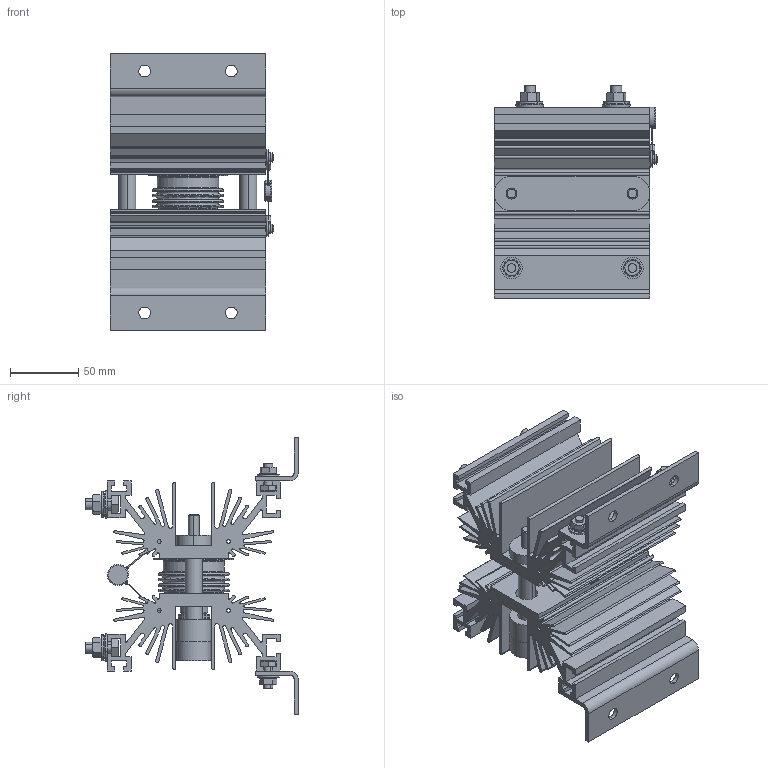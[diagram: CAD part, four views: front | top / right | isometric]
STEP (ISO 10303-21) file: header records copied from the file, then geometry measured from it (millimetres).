
FILE_DESCRIPTION (( 'STEP AP203' ), '1' );
FILE_NAME ('BBS-800S_REV02.STEP', '2024-05-14T14:33:10', ( '' ), ( '' ), 'SwSTEP 2.0', 'SolidWorks 2022', '' );
FILE_SCHEMA (( 'CONFIG_CONTROL_DESIGN' ));
Length unit declared in the file: inch
Products named in the file (27): 963011S; WASHER 5-16 STAINLESS STEEL^300609; BBS-800S_REV02; Copy of C089 TOP BAR^C089 COMPLETE TOP BAR_300609; Copy of C089 BELLVILLE SOS^C089 COMPLETE TOP BAR_300609; CONICAL WASHER 5-16 STAINLESS STEEL^300609_91235A115; CHEH00496^300609; SD1500C16L^300609; Copy of C089 SPINNING WASHER^C089 COMPLETE TOP BAR_300609; M8 FLAT WASHER^300609; Copy of C089 NEW PLUNGER SOS^C089 COMPLETE TOP BAR_300609; IB8-70S^300609; 922058; 89 BOTTOM BAR^300609; SCREW 5-16 X .750 STAINLESS STEEL^300609; Copy of ring_term_mov_awg-x_6^209031; 300609; 964056S; Copy of MOV-209031^209031; 962172S; NUT 5-16 STAINLESS STEEL^300609; BS EN 24017  - Metric M8 x 90^300609; Copy of Hex Bolt - Inch 1_4-20 UNC - 1^C089 COMPLETE TOP BAR_300609; C089 COMPLETE TOP BAR^300609; 99-07-01; 209031; Roll pin^300609
Assembly tree (65 placements, depth 4):
  BBS-800S_REV02
    300609
      CHEH00496^300609  x2
      SD1500C16L^300609
      Roll pin^300609  x2
      89 BOTTOM BAR^300609
      M8 FLAT WASHER^300609  x2
      IB8-70S^300609  x2
      BS EN 24017  - Metric M8 x 90^300609  x2
      C089 COMPLETE TOP BAR^300609
        Copy of Hex Bolt - Inch 1_4-20 UNC - 1^C089 COMPLETE TOP BAR_300609  x2
        Copy of C089 BELLVILLE SOS^C089 COMPLETE TOP BAR_300609  x8
        Copy of C089 TOP BAR^C089 COMPLETE TOP BAR_300609
        Copy of C089 NEW PLUNGER SOS^C089 COMPLETE TOP BAR_300609  x2
        Copy of C089 SPINNING WASHER^C089 COMPLETE TOP BAR_300609  x2
      SCREW 5-16 X .750 STAINLESS STEEL^300609  x4
      WASHER 5-16 STAINLESS STEEL^300609  x4
      NUT 5-16 STAINLESS STEEL^300609  x4
      CONICAL WASHER 5-16 STAINLESS STEEL^300609_91235A115  x4
    209031
      Copy of MOV-209031^209031
      Copy of ring_term_mov_awg-x_6^209031  x2
    99-07-01  x2
    962172S  x4
    964056S  x4
    963011S  x4
    922058  x2
Bounding box: 120.22 x 156.53 x 203.2 mm (x, y, z)
Volume: 802940.2 mm3; surface area: 405357.6 mm2
Topology: 66 solids, 66 shells, 1463 faces, 3663 edges, 2356 vertices
Faces by surface type: plane 625, cylinder 540, cone 164, bspline 68, torus 64, sphere 2
Entity records: 26789 total; most frequent: CARTESIAN_POINT 7418, DIRECTION 3382, ORIENTED_EDGE 3112, EDGE_CURVE 1556, AXIS2_PLACEMENT_3D 1302, VERTEX_POINT 1003, LINE 778, VECTOR 778
